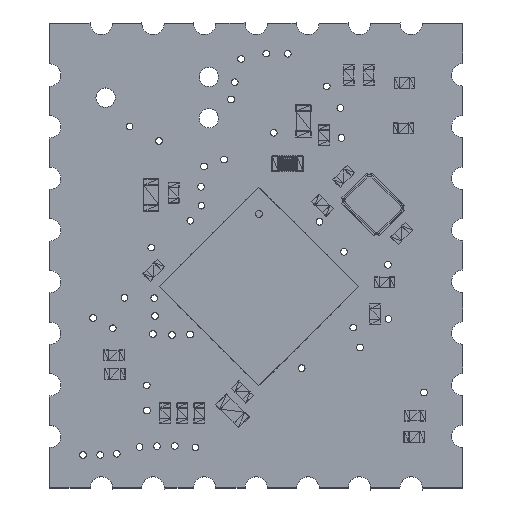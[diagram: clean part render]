
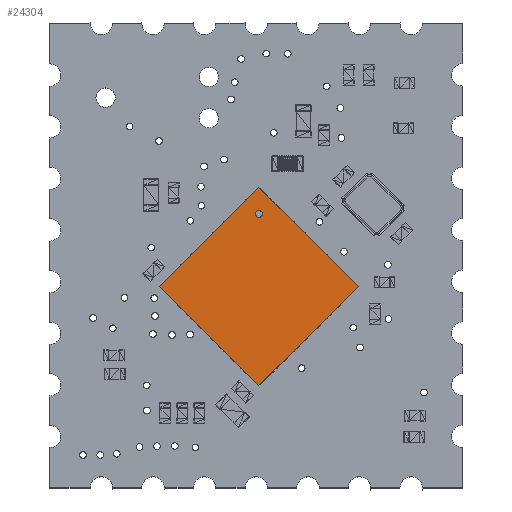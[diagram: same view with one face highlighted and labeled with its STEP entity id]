
A CAD part, top view. The second image highlights one B-rep face of the part: STEP entity #24304.
In plain terms, the highlighted face is planar.
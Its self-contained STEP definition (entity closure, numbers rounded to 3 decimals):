
#24267 = VERTEX_POINT('',#24268);
#24268 = CARTESIAN_POINT('',(-2.546,0.975,3.796));
#24286 = VERTEX_POINT('',#24287);
#24287 = CARTESIAN_POINT('',(-2.546,0.975,4.141));
#24293 = EDGE_CURVE('',#24267,#24286,#24294,.T.);
#24294 = CIRCLE('',#24295,0.173);
#24295 = AXIS2_PLACEMENT_3D('',#24296,#24297,#24298);
#24296 = CARTESIAN_POINT('',(-2.546,0.975,3.969));
#24297 = DIRECTION('',(0.,1.,0.));
#24298 = DIRECTION('',(0.,0.,-1.));
#24304 = ADVANCED_FACE('',(#24305,#24315),#24349,.F.);
#24305 = FACE_BOUND('',#24306,.T.);
#24306 = EDGE_LOOP('',(#24307,#24308));
#24307 = ORIENTED_EDGE('',*,*,#24293,.F.);
#24308 = ORIENTED_EDGE('',*,*,#24309,.F.);
#24309 = EDGE_CURVE('',#24286,#24267,#24310,.T.);
#24310 = CIRCLE('',#24311,0.173);
#24311 = AXIS2_PLACEMENT_3D('',#24312,#24313,#24314);
#24312 = CARTESIAN_POINT('',(-2.546,0.975,3.969));
#24313 = DIRECTION('',(0.,1.,0.));
#24314 = DIRECTION('',(0.,0.,-1.));
#24315 = FACE_BOUND('',#24316,.T.);
#24316 = EDGE_LOOP('',(#24317,#24327,#24335,#24343));
#24317 = ORIENTED_EDGE('',*,*,#24318,.F.);
#24318 = EDGE_CURVE('',#24319,#24321,#24323,.T.);
#24319 = VERTEX_POINT('',#24320);
#24320 = CARTESIAN_POINT('',(-3.466,0.975,-2.011));
#24321 = VERTEX_POINT('',#24322);
#24322 = CARTESIAN_POINT('',(3.434,0.975,-2.011));
#24323 = LINE('',#24324,#24325);
#24324 = CARTESIAN_POINT('',(-0.016,0.975,-2.011
    ));
#24325 = VECTOR('',#24326,1.);
#24326 = DIRECTION('',(1.,0.,0.));
#24327 = ORIENTED_EDGE('',*,*,#24328,.F.);
#24328 = EDGE_CURVE('',#24329,#24319,#24331,.T.);
#24329 = VERTEX_POINT('',#24330);
#24330 = CARTESIAN_POINT('',(-3.466,0.975,4.889));
#24331 = LINE('',#24332,#24333);
#24332 = CARTESIAN_POINT('',(-3.466,0.975,-0.286));
#24333 = VECTOR('',#24334,1.);
#24334 = DIRECTION('',(0.,0.,-1.));
#24335 = ORIENTED_EDGE('',*,*,#24336,.F.);
#24336 = EDGE_CURVE('',#24337,#24329,#24339,.T.);
#24337 = VERTEX_POINT('',#24338);
#24338 = CARTESIAN_POINT('',(3.434,0.975,4.889));
#24339 = LINE('',#24340,#24341);
#24340 = CARTESIAN_POINT('',(-0.016,0.975,4.889)
  );
#24341 = VECTOR('',#24342,1.);
#24342 = DIRECTION('',(-1.,0.,0.));
#24343 = ORIENTED_EDGE('',*,*,#24344,.F.);
#24344 = EDGE_CURVE('',#24321,#24337,#24345,.T.);
#24345 = LINE('',#24346,#24347);
#24346 = CARTESIAN_POINT('',(3.434,0.975,-0.286));
#24347 = VECTOR('',#24348,1.);
#24348 = DIRECTION('',(0.,0.,1.));
#24349 = PLANE('',#24350);
#24350 = AXIS2_PLACEMENT_3D('',#24351,#24352,#24353);
#24351 = CARTESIAN_POINT('',(-0.016,0.975,-0.286
    ));
#24352 = DIRECTION('',(0.,-1.,0.));
#24353 = DIRECTION('',(0.,0.,-1.));
